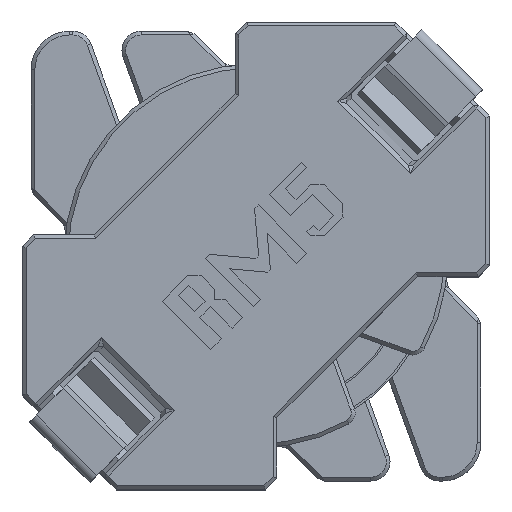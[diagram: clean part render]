
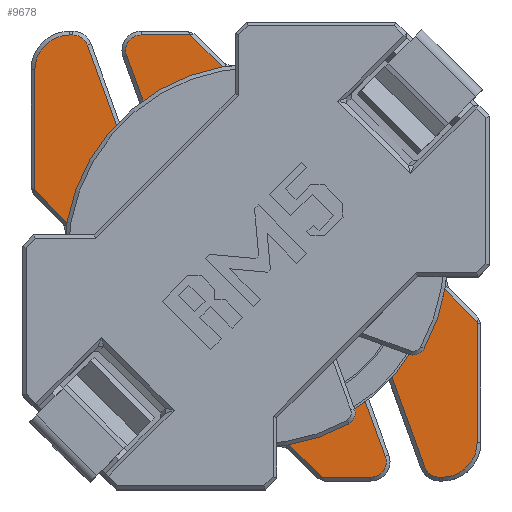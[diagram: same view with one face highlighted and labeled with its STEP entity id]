
A CAD part, top view. The second image highlights one B-rep face of the part: STEP entity #9678.
In plain terms, the highlighted planar face has unit normal (0, 0, 1).
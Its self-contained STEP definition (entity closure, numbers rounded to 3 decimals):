
#127=CIRCLE('',#10161,0.408);
#129=CIRCLE('',#10165,0.439);
#131=CIRCLE('',#10169,0.408);
#133=CIRCLE('',#10173,0.916);
#138=CIRCLE('',#10200,4.95);
#147=CIRCLE('',#10224,0.408);
#149=CIRCLE('',#10228,0.439);
#151=CIRCLE('',#10232,0.408);
#153=CIRCLE('',#10236,0.916);
#158=CIRCLE('',#10249,4.95);
#159=CIRCLE('',#10272,2.75);
#205=FACE_BOUND('',#1681,.T.);
#608=PLANE('',#10271);
#1121=FACE_OUTER_BOUND('',#1680,.T.);
#1680=EDGE_LOOP('',(#8410,#8411,#8412,#8413,#8414,#8415,#8416,#8417,#8418,
#8419,#8420,#8421,#8422,#8423,#8424,#8425,#8426,#8427,#8428,#8429,#8430,
#8431,#8432,#8433));
#1681=EDGE_LOOP('',(#8434));
#2622=LINE('',#15426,#3769);
#2660=LINE('',#15520,#3807);
#2664=LINE('',#15532,#3811);
#2668=LINE('',#15544,#3815);
#2672=LINE('',#15556,#3819);
#2676=LINE('',#15566,#3823);
#2721=LINE('',#15730,#3868);
#2723=LINE('',#15736,#3870);
#2750=LINE('',#15802,#3897);
#2754=LINE('',#15814,#3901);
#2758=LINE('',#15826,#3905);
#2762=LINE('',#15838,#3909);
#2766=LINE('',#15848,#3913);
#2773=LINE('',#15862,#3920);
#3769=VECTOR('',#12012,1.336);
#3807=VECTOR('',#12098,1.276);
#3811=VECTOR('',#12110,2.338);
#3815=VECTOR('',#12122,2.954);
#3819=VECTOR('',#12134,0.082);
#3823=VECTOR('',#12146,3.16);
#3868=VECTOR('',#12235,1.336);
#3870=VECTOR('',#12245,1.336);
#3897=VECTOR('',#12314,1.276);
#3901=VECTOR('',#12326,2.338);
#3905=VECTOR('',#12338,2.954);
#3909=VECTOR('',#12350,0.082);
#3913=VECTOR('',#12362,3.16);
#3920=VECTOR('',#12383,1.336);
#4642=VERTEX_POINT('',#15264);
#4651=VERTEX_POINT('',#15285);
#4656=VERTEX_POINT('',#15336);
#4670=VERTEX_POINT('',#15417);
#4673=VERTEX_POINT('',#15430);
#4700=VERTEX_POINT('',#15508);
#4703=VERTEX_POINT('',#15518);
#4705=VERTEX_POINT('',#15524);
#4707=VERTEX_POINT('',#15530);
#4709=VERTEX_POINT('',#15536);
#4711=VERTEX_POINT('',#15542);
#4713=VERTEX_POINT('',#15548);
#4715=VERTEX_POINT('',#15554);
#4717=VERTEX_POINT('',#15560);
#4723=VERTEX_POINT('',#15578);
#4738=VERTEX_POINT('',#15623);
#4760=VERTEX_POINT('',#15800);
#4762=VERTEX_POINT('',#15806);
#4764=VERTEX_POINT('',#15812);
#4766=VERTEX_POINT('',#15818);
#4768=VERTEX_POINT('',#15824);
#4770=VERTEX_POINT('',#15830);
#4772=VERTEX_POINT('',#15836);
#4774=VERTEX_POINT('',#15842);
#4799=VERTEX_POINT('',#15952);
#5797=EDGE_CURVE('',#4651,#4670,#2622,.T.);
#5843=EDGE_CURVE('',#4703,#4700,#2660,.T.);
#5846=EDGE_CURVE('',#4705,#4703,#127,.T.);
#5849=EDGE_CURVE('',#4707,#4705,#2664,.T.);
#5852=EDGE_CURVE('',#4709,#4707,#129,.T.);
#5855=EDGE_CURVE('',#4711,#4709,#2668,.T.);
#5858=EDGE_CURVE('',#4713,#4711,#131,.T.);
#5861=EDGE_CURVE('',#4715,#4713,#2672,.T.);
#5864=EDGE_CURVE('',#4717,#4715,#133,.T.);
#5867=EDGE_CURVE('',#4670,#4717,#2676,.T.);
#5916=EDGE_CURVE('',#4700,#4738,#2721,.T.);
#5919=EDGE_CURVE('',#4738,#4723,#138,.T.);
#5920=EDGE_CURVE('',#4723,#4673,#2723,.T.);
#5955=EDGE_CURVE('',#4760,#4656,#2750,.T.);
#5958=EDGE_CURVE('',#4762,#4760,#147,.T.);
#5961=EDGE_CURVE('',#4764,#4762,#2754,.T.);
#5964=EDGE_CURVE('',#4766,#4764,#149,.T.);
#5967=EDGE_CURVE('',#4768,#4766,#2758,.T.);
#5970=EDGE_CURVE('',#4770,#4768,#151,.T.);
#5973=EDGE_CURVE('',#4772,#4770,#2762,.T.);
#5976=EDGE_CURVE('',#4774,#4772,#153,.T.);
#5979=EDGE_CURVE('',#4673,#4774,#2766,.T.);
#5988=EDGE_CURVE('',#4656,#4642,#2773,.T.);
#5993=EDGE_CURVE('',#4642,#4651,#158,.T.);
#6030=EDGE_CURVE('',#4799,#4799,#159,.T.);
#8410=ORIENTED_EDGE('',*,*,#5955,.F.);
#8411=ORIENTED_EDGE('',*,*,#5958,.F.);
#8412=ORIENTED_EDGE('',*,*,#5961,.F.);
#8413=ORIENTED_EDGE('',*,*,#5964,.F.);
#8414=ORIENTED_EDGE('',*,*,#5967,.F.);
#8415=ORIENTED_EDGE('',*,*,#5970,.F.);
#8416=ORIENTED_EDGE('',*,*,#5973,.F.);
#8417=ORIENTED_EDGE('',*,*,#5976,.F.);
#8418=ORIENTED_EDGE('',*,*,#5979,.F.);
#8419=ORIENTED_EDGE('',*,*,#5920,.F.);
#8420=ORIENTED_EDGE('',*,*,#5919,.F.);
#8421=ORIENTED_EDGE('',*,*,#5916,.F.);
#8422=ORIENTED_EDGE('',*,*,#5843,.F.);
#8423=ORIENTED_EDGE('',*,*,#5846,.F.);
#8424=ORIENTED_EDGE('',*,*,#5849,.F.);
#8425=ORIENTED_EDGE('',*,*,#5852,.F.);
#8426=ORIENTED_EDGE('',*,*,#5855,.F.);
#8427=ORIENTED_EDGE('',*,*,#5858,.F.);
#8428=ORIENTED_EDGE('',*,*,#5861,.F.);
#8429=ORIENTED_EDGE('',*,*,#5864,.F.);
#8430=ORIENTED_EDGE('',*,*,#5867,.F.);
#8431=ORIENTED_EDGE('',*,*,#5797,.F.);
#8432=ORIENTED_EDGE('',*,*,#5993,.F.);
#8433=ORIENTED_EDGE('',*,*,#5988,.F.);
#8434=ORIENTED_EDGE('',*,*,#6030,.T.);
#9678=ADVANCED_FACE('',(#1121,#205),#608,.T.);
#10161=AXIS2_PLACEMENT_3D('',#15526,#12103,#12104);
#10165=AXIS2_PLACEMENT_3D('',#15538,#12115,#12116);
#10169=AXIS2_PLACEMENT_3D('',#15550,#12127,#12128);
#10173=AXIS2_PLACEMENT_3D('',#15562,#12139,#12140);
#10200=AXIS2_PLACEMENT_3D('',#15734,#12241,#12242);
#10224=AXIS2_PLACEMENT_3D('',#15808,#12319,#12320);
#10228=AXIS2_PLACEMENT_3D('',#15820,#12331,#12332);
#10232=AXIS2_PLACEMENT_3D('',#15832,#12343,#12344);
#10236=AXIS2_PLACEMENT_3D('',#15844,#12355,#12356);
#10249=AXIS2_PLACEMENT_3D('',#15869,#12393,#12394);
#10271=AXIS2_PLACEMENT_3D('',#15951,#12473,#12474);
#10272=AXIS2_PLACEMENT_3D('',#15953,#12475,#12476);
#12012=DIRECTION('',(0.697,-0.717,0.));
#12098=DIRECTION('',(-1.,0.,0.));
#12103=DIRECTION('center_axis',(0.,0.,-1.));
#12104=DIRECTION('ref_axis',(0.,-1.,0.));
#12110=DIRECTION('',(0.342,-0.94,0.));
#12115=DIRECTION('center_axis',(0.,0.,1.));
#12116=DIRECTION('ref_axis',(-0.94,-0.342,0.));
#12122=DIRECTION('',(-0.342,0.94,0.));
#12127=DIRECTION('center_axis',(0.,0.,-1.));
#12128=DIRECTION('ref_axis',(-0.94,-0.342,0.));
#12134=DIRECTION('',(-1.,0.,0.));
#12139=DIRECTION('center_axis',(0.,0.,-1.));
#12140=DIRECTION('ref_axis',(0.,-1.,0.));
#12146=DIRECTION('',(0.,-1.,0.));
#12235=DIRECTION('',(-0.717,0.697,0.));
#12241=DIRECTION('center_axis',(0.,0.,-1.));
#12242=DIRECTION('ref_axis',(-0.989,0.149,0.));
#12245=DIRECTION('',(-0.697,0.717,0.));
#12314=DIRECTION('',(1.,0.,0.));
#12319=DIRECTION('center_axis',(0.,0.,-1.));
#12320=DIRECTION('ref_axis',(0.,1.,0.));
#12326=DIRECTION('',(-0.342,0.94,0.));
#12331=DIRECTION('center_axis',(0.,0.,1.));
#12332=DIRECTION('ref_axis',(0.94,0.342,0.));
#12338=DIRECTION('',(0.342,-0.94,0.));
#12343=DIRECTION('center_axis',(0.,0.,-1.));
#12344=DIRECTION('ref_axis',(0.94,0.342,0.));
#12350=DIRECTION('',(1.,0.,0.));
#12355=DIRECTION('center_axis',(0.,0.,-1.));
#12356=DIRECTION('ref_axis',(0.,1.,0.));
#12362=DIRECTION('',(0.,1.,0.));
#12383=DIRECTION('',(0.717,-0.697,0.));
#12393=DIRECTION('center_axis',(0.,0.,-1.));
#12394=DIRECTION('ref_axis',(0.989,-0.149,0.));
#12473=DIRECTION('center_axis',(0.,0.,1.));
#12474=DIRECTION('ref_axis',(1.,0.,0.));
#12475=DIRECTION('center_axis',(0.,0.,-1.));
#12476=DIRECTION('ref_axis',(1.,0.,0.));
#15264=CARTESIAN_POINT('',(-0.784,4.888,2.925));
#15285=CARTESIAN_POINT('',(4.888,-0.784,2.925));
#15336=CARTESIAN_POINT('',(-1.742,5.818,2.925));
#15417=CARTESIAN_POINT('',(5.818,-1.742,2.925));
#15426=CARTESIAN_POINT('',(2.183,2.001,2.925));
#15430=CARTESIAN_POINT('',(-5.818,1.742,2.925));
#15508=CARTESIAN_POINT('',(1.742,-5.818,2.925));
#15518=CARTESIAN_POINT('',(3.019,-5.818,2.925));
#15520=CARTESIAN_POINT('',(-0.956,-5.818,2.925));
#15524=CARTESIAN_POINT('',(3.402,-5.271,2.925));
#15526=CARTESIAN_POINT('Origin',(3.019,-5.41,2.925));
#15530=CARTESIAN_POINT('',(2.603,-3.074,2.925));
#15532=CARTESIAN_POINT('',(1.55,-0.182,2.925));
#15536=CARTESIAN_POINT('',(3.427,-2.774,2.925));
#15538=CARTESIAN_POINT('Origin',(3.015,-2.924,2.925));
#15542=CARTESIAN_POINT('',(4.437,-5.55,2.925));
#15544=CARTESIAN_POINT('',(1.974,1.217,2.925));
#15548=CARTESIAN_POINT('',(4.821,-5.818,2.925));
#15550=CARTESIAN_POINT('Origin',(4.821,-5.41,2.925));
#15554=CARTESIAN_POINT('',(4.902,-5.818,2.925));
#15556=CARTESIAN_POINT('',(0.604,-5.818,2.925));
#15560=CARTESIAN_POINT('',(5.818,-4.902,2.925));
#15562=CARTESIAN_POINT('Origin',(4.902,-4.902,2.925));
#15566=CARTESIAN_POINT('',(5.818,-0.6,2.925));
#15578=CARTESIAN_POINT('',(-4.888,0.784,2.925));
#15623=CARTESIAN_POINT('',(0.784,-4.888,2.925));
#15730=CARTESIAN_POINT('',(-2.476,-1.722,2.925));
#15734=CARTESIAN_POINT('Origin',(0.,0.,2.925));
#15736=CARTESIAN_POINT('',(-5.787,1.71,2.925));
#15800=CARTESIAN_POINT('',(-3.019,5.818,2.925));
#15802=CARTESIAN_POINT('',(-2.657,5.818,2.925));
#15806=CARTESIAN_POINT('',(-3.402,5.271,2.925));
#15808=CARTESIAN_POINT('Origin',(-3.019,5.41,2.925));
#15812=CARTESIAN_POINT('',(-2.603,3.074,2.925));
#15814=CARTESIAN_POINT('',(-3.162,4.612,2.925));
#15818=CARTESIAN_POINT('',(-3.427,2.774,2.925));
#15820=CARTESIAN_POINT('Origin',(-3.015,2.924,2.925));
#15824=CARTESIAN_POINT('',(-4.437,5.55,2.925));
#15826=CARTESIAN_POINT('',(-3.587,3.214,2.925));
#15830=CARTESIAN_POINT('',(-4.821,5.818,2.925));
#15832=CARTESIAN_POINT('Origin',(-4.821,5.41,2.925));
#15836=CARTESIAN_POINT('',(-4.902,5.818,2.925));
#15838=CARTESIAN_POINT('',(-4.217,5.818,2.925));
#15842=CARTESIAN_POINT('',(-5.818,4.902,2.925));
#15844=CARTESIAN_POINT('Origin',(-4.902,4.902,2.925));
#15848=CARTESIAN_POINT('',(-5.818,4.302,2.925));
#15862=CARTESIAN_POINT('',(-1.234,5.324,2.925));
#15869=CARTESIAN_POINT('Origin',(0.,0.,2.925));
#15951=CARTESIAN_POINT('Origin',(-3.613,3.702,2.925));
#15952=CARTESIAN_POINT('',(-2.75,0.,2.925));
#15953=CARTESIAN_POINT('Origin',(0.,0.,2.925));
